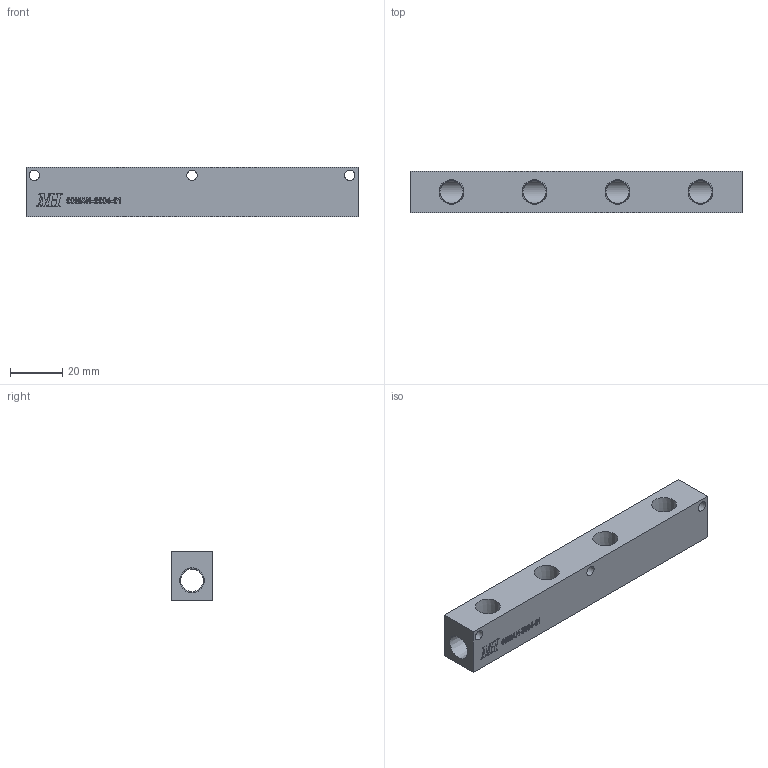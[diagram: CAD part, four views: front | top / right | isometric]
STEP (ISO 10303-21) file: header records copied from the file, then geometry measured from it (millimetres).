
FILE_DESCRIPTION(('STEP AP214'),'1');
FILE_NAME('00MAN-0004-01_B1 (Low Pressure Manifold, Quad (4x) 18-27 FNPT outlet ports).stp','2024-03-28T20:30:31',(' '),(' '),'Spatial InterOp 3D',' ',' ');
FILE_SCHEMA(('AUTOMOTIVE_DESIGN { 1 0 10303 214 1 1 1 1 }'));
Length unit declared in the file: inch
Products named in the file (1): 00MAN-0004-01$B1 (Low Pressure Manifold, Quad (4x) 1/8-27 FNPT outlet ports, Raw)
Bounding box: 127 x 15.75 x 19.05 mm (x, y, z)
Volume: 27977.7 mm3; surface area: 13729.8 mm2
Topology: 1 solids, 1 shells, 514 faces, 1481 edges, 989 vertices
Faces by surface type: plane 484, cylinder 24, cone 6
Full cylindrical faces by diameter (mm): 3.937 x3, 8.611 x1
Entity records: 20690 total; most frequent: CARTESIAN_POINT 3009, ORIENTED_EDGE 2932, DIRECTION 2568, EDGE_CURVE 1466, LINE 1378, VECTOR 1378, VERTEX_POINT 988, AXIS2_PLACEMENT_3D 595
